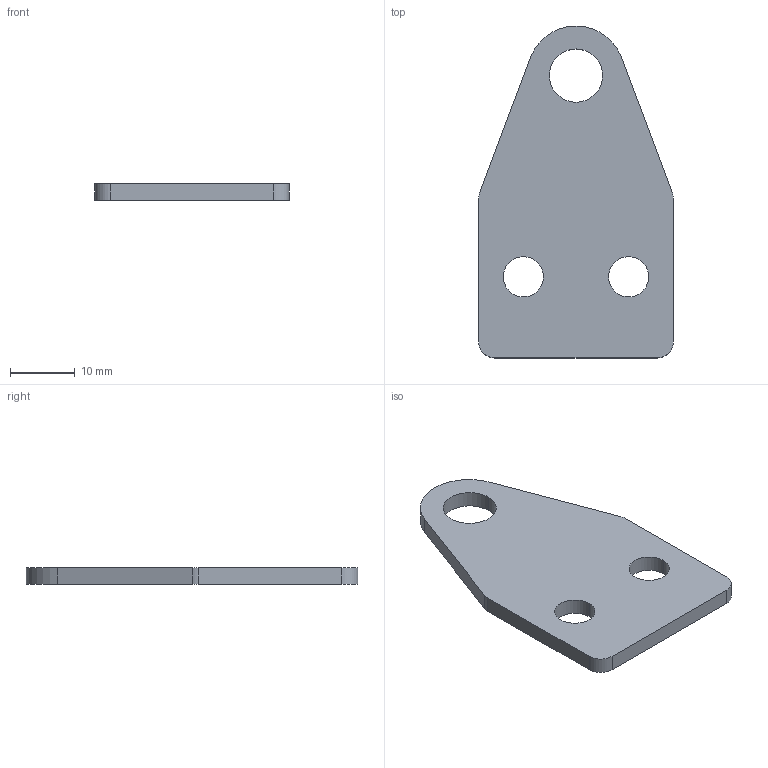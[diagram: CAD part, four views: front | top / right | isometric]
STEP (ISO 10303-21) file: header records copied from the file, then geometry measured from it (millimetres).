
FILE_DESCRIPTION (( 'STEP AP214' ), '1' );
FILE_NAME ('A682 Êðîíøòåéí ðîëèêà, ïàç 8.STEP', '2023-01-11T10:34:47', ( '' ), ( '' ), 'SwSTEP 2.0', 'SolidWorks 2022', '' );
FILE_SCHEMA (( 'AUTOMOTIVE_DESIGN' ));
Length unit declared in the file: millimetre
Products named in the file (1): A682 Кронштейн ролика, паз 8
Bounding box: 30 x 51.14 x 2.5 mm (x, y, z)
Volume: 2880.7 mm3; surface area: 2820 mm2
Topology: 1 solids, 1 shells, 18 faces, 48 edges, 32 vertices
Faces by surface type: cylinder 11, plane 7
Entity records: 620 total; most frequent: DIRECTION 108, CARTESIAN_POINT 99, ORIENTED_EDGE 96, EDGE_CURVE 48, AXIS2_PLACEMENT_3D 41, VERTEX_POINT 32, VECTOR 26, LINE 26
